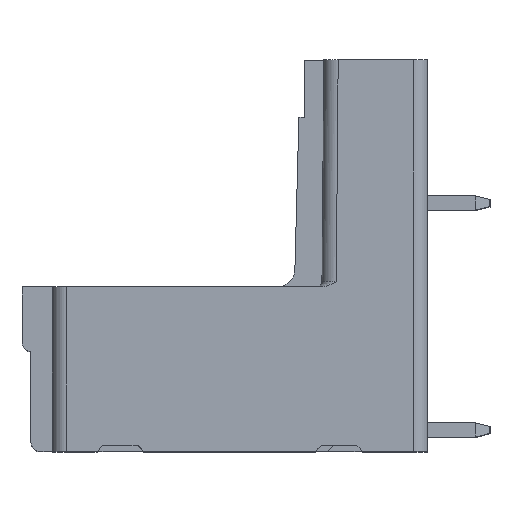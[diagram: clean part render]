
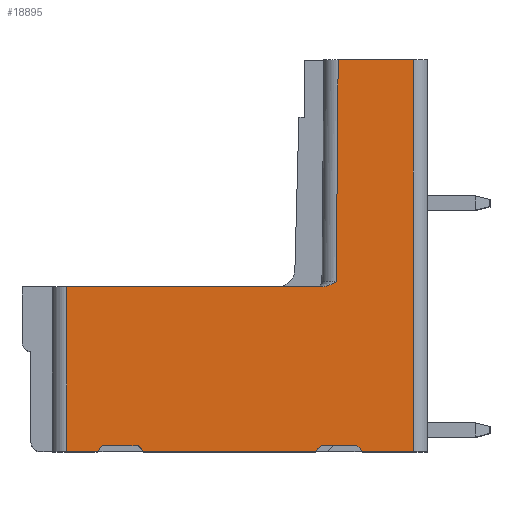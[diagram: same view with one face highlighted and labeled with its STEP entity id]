
A CAD part, top view. The second image highlights one B-rep face of the part: STEP entity #18895.
In plain terms, the highlighted planar face has unit normal (0, 0, 1).
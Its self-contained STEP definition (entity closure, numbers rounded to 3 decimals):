
#1995=DIRECTION('',(1.,0.,0.));
#1996=VECTOR('',#1995,1.7);
#1997=CARTESIAN_POINT('',(-20.194,0.,
-92.163));
#1998=LINE('',#1997,#1996);
#2019=DIRECTION('',(1.,0.,0.));
#2020=VECTOR('',#2019,9.65);
#2021=CARTESIAN_POINT('',(-15.894,0.,
-92.163));
#2022=LINE('',#2021,#2020);
#2770=DIRECTION('',(-1.,0.,0.));
#2771=VECTOR('',#2770,14.337);
#2772=CARTESIAN_POINT('',(-5.857,9.2,
-92.163));
#2773=LINE('',#2772,#2771);
#3091=CARTESIAN_POINT('',(-5.857,9.2,
-92.163));
#3092=CARTESIAN_POINT('',(-5.826,9.2,
-92.163));
#3093=CARTESIAN_POINT('',(-5.76,9.204,
-92.163));
#3094=CARTESIAN_POINT('',(-5.649,9.226,
-92.163));
#3095=CARTESIAN_POINT('',(-5.528,9.266,
-92.163));
#3096=CARTESIAN_POINT('',(-5.398,9.326,
-92.163));
#3097=CARTESIAN_POINT('',(-5.257,9.404,
-92.163));
#3098=CARTESIAN_POINT('',(-5.155,9.467,
-92.163));
#3099=CARTESIAN_POINT('',(-5.102,9.5,
-92.163));
#3101=DIRECTION('',(0.009,1.,0.));
#3102=VECTOR('',#3101,12.4);
#3103=CARTESIAN_POINT('',(-5.102,9.5,
-92.163));
#3104=LINE('',#3103,#3102);
#3105=DIRECTION('',(-1.,0.,0.));
#3106=VECTOR('',#3105,2.85);
#3107=CARTESIAN_POINT('',(-0.794,0.,
-92.163));
#3108=LINE('',#3107,#3106);
#3109=DIRECTION('',(-0.707,0.707,0.));
#3110=VECTOR('',#3109,0.424);
#3111=CARTESIAN_POINT('',(-3.644,0.,
-92.163));
#3112=LINE('',#3111,#3110);
#3113=DIRECTION('',(-1.,0.,0.));
#3114=VECTOR('',#3113,2.);
#3115=CARTESIAN_POINT('',(-3.944,0.3,
-92.163));
#3116=LINE('',#3115,#3114);
#3117=DIRECTION('',(-0.707,-0.707,0.));
#3118=VECTOR('',#3117,0.424);
#3119=CARTESIAN_POINT('',(-5.944,0.3,
-92.163));
#3120=LINE('',#3119,#3118);
#3121=DIRECTION('',(-0.707,0.707,0.));
#3122=VECTOR('',#3121,0.424);
#3123=CARTESIAN_POINT('',(-15.894,0.,
-92.163));
#3124=LINE('',#3123,#3122);
#3125=DIRECTION('',(-1.,0.,0.));
#3126=VECTOR('',#3125,2.);
#3127=CARTESIAN_POINT('',(-16.194,0.3,
-92.163));
#3128=LINE('',#3127,#3126);
#3129=DIRECTION('',(-0.707,-0.707,0.));
#3130=VECTOR('',#3129,0.424);
#3131=CARTESIAN_POINT('',(-18.194,0.3,
-92.163));
#3132=LINE('',#3131,#3130);
#3133=CARTESIAN_POINT('',(-5.857,9.2,
-92.163));
#3343=DIRECTION('',(-1.,0.,0.));
#3344=VECTOR('',#3343,4.2);
#3345=CARTESIAN_POINT('',(-0.794,21.9,-92.163));
#3346=LINE('',#3345,#3344);
#7879=DIRECTION('',(0.,1.,0.));
#7880=VECTOR('',#7879,21.9);
#7881=CARTESIAN_POINT('',(-0.794,0.,
-92.163));
#7882=LINE('',#7881,#7880);
#7904=DIRECTION('',(0.,-1.,0.));
#7905=VECTOR('',#7904,9.2);
#7906=CARTESIAN_POINT('',(-20.194,9.2,-92.163));
#7907=LINE('',#7906,#7905);
#12262=VERTEX_POINT('',#3133);
#12263=CARTESIAN_POINT('',(-20.194,9.2,-92.163));
#12264=VERTEX_POINT('',#12263);
#12315=CARTESIAN_POINT('',(-0.794,21.9,-92.163));
#12316=VERTEX_POINT('',#12315);
#12317=CARTESIAN_POINT('',(-4.994,21.9,-92.163));
#12318=VERTEX_POINT('',#12317);
#12684=CARTESIAN_POINT('',(-20.194,0.,
-92.163));
#12685=VERTEX_POINT('',#12684);
#12686=CARTESIAN_POINT('',(-18.494,0.,
-92.163));
#12687=VERTEX_POINT('',#12686);
#12700=CARTESIAN_POINT('',(-15.894,0.,
-92.163));
#12701=VERTEX_POINT('',#12700);
#12702=CARTESIAN_POINT('',(-6.244,0.,
-92.163));
#12703=VERTEX_POINT('',#12702);
#12708=CARTESIAN_POINT('',(-3.644,0.,
-92.163));
#12709=VERTEX_POINT('',#12708);
#12710=CARTESIAN_POINT('',(-0.794,0.,
-92.163));
#12711=VERTEX_POINT('',#12710);
#12804=VERTEX_POINT('',#3099);
#12805=CARTESIAN_POINT('',(-3.944,0.3,
-92.163));
#12806=VERTEX_POINT('',#12805);
#12807=CARTESIAN_POINT('',(-5.944,0.3,
-92.163));
#12808=VERTEX_POINT('',#12807);
#12809=CARTESIAN_POINT('',(-16.194,0.3,
-92.163));
#12810=VERTEX_POINT('',#12809);
#12811=CARTESIAN_POINT('',(-18.194,0.3,
-92.163));
#12812=VERTEX_POINT('',#12811);
#18865=CARTESIAN_POINT('',(-6.202,9.5,-92.163));
#18866=DIRECTION('',(0.,0.,1.));
#18867=DIRECTION('',(-1.,0.,0.));
#18868=AXIS2_PLACEMENT_3D('',#18865,#18866,#18867);
#18869=PLANE('',#18868);
#18870=ORIENTED_EDGE('',*,*,#18242,.F.);
#18872=ORIENTED_EDGE('',*,*,#18871,.T.);
#18874=ORIENTED_EDGE('',*,*,#18873,.T.);
#18876=ORIENTED_EDGE('',*,*,#18875,.F.);
#18878=ORIENTED_EDGE('',*,*,#18877,.F.);
#18879=ORIENTED_EDGE('',*,*,#17348,.T.);
#18881=ORIENTED_EDGE('',*,*,#18880,.T.);
#18883=ORIENTED_EDGE('',*,*,#18882,.T.);
#18885=ORIENTED_EDGE('',*,*,#18884,.T.);
#18886=ORIENTED_EDGE('',*,*,#17324,.F.);
#18887=ORIENTED_EDGE('',*,*,#18832,.T.);
#18888=ORIENTED_EDGE('',*,*,#18846,.T.);
#18889=ORIENTED_EDGE('',*,*,#18859,.T.);
#18890=ORIENTED_EDGE('',*,*,#17308,.F.);
#18892=ORIENTED_EDGE('',*,*,#18891,.F.);
#18893=EDGE_LOOP('',(#18870,#18872,#18874,#18876,#18878,#18879,#18881,#18883,
#18885,#18886,#18887,#18888,#18889,#18890,#18892));
#18894=FACE_OUTER_BOUND('',#18893,.F.);
#18895=ADVANCED_FACE('',(#18894),#18869,.T.);
#3100=B_SPLINE_CURVE_WITH_KNOTS('',3,(#3091,#3092,#3093,#3094,#3095,#3096,#3097,
#3098,#3099),.UNSPECIFIED.,.F.,.F.,(4,1,1,1,1,1,4),(0.,0.167,
0.333,0.5,0.667,0.833,1.),
.UNSPECIFIED.);
#17308=EDGE_CURVE('',#12685,#12687,#1998,.T.);
#17324=EDGE_CURVE('',#12701,#12703,#2022,.T.);
#17348=EDGE_CURVE('',#12711,#12709,#3108,.T.);
#18242=EDGE_CURVE('',#12262,#12264,#2773,.T.);
#18832=EDGE_CURVE('',#12701,#12810,#3124,.T.);
#18846=EDGE_CURVE('',#12810,#12812,#3128,.T.);
#18859=EDGE_CURVE('',#12812,#12687,#3132,.T.);
#18871=EDGE_CURVE('',#12262,#12804,#3100,.T.);
#18873=EDGE_CURVE('',#12804,#12318,#3104,.T.);
#18875=EDGE_CURVE('',#12316,#12318,#3346,.T.);
#18877=EDGE_CURVE('',#12711,#12316,#7882,.T.);
#18880=EDGE_CURVE('',#12709,#12806,#3112,.T.);
#18882=EDGE_CURVE('',#12806,#12808,#3116,.T.);
#18884=EDGE_CURVE('',#12808,#12703,#3120,.T.);
#18891=EDGE_CURVE('',#12264,#12685,#7907,.T.);
